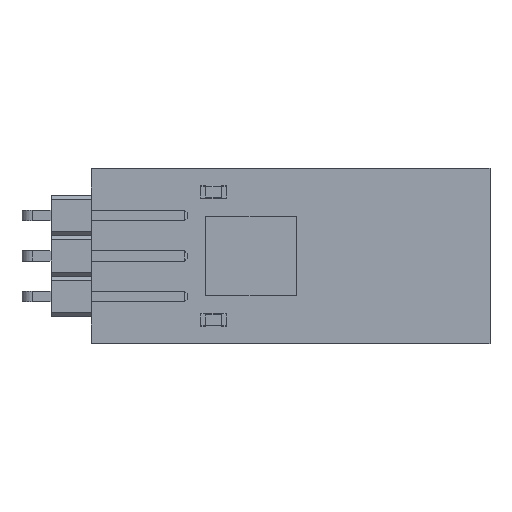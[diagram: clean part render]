
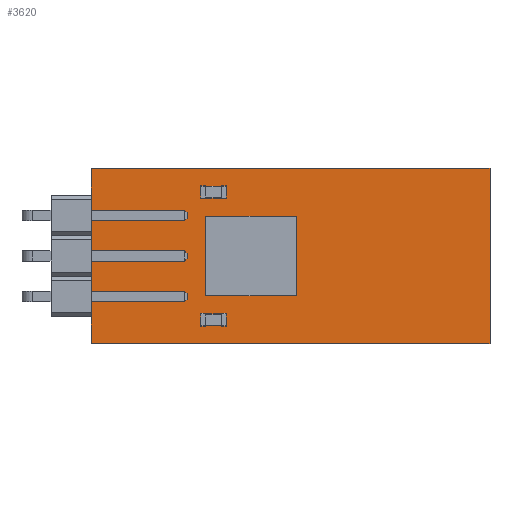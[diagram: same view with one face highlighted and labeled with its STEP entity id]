
A CAD part, top view. The second image highlights one B-rep face of the part: STEP entity #3620.
In plain terms, the highlighted planar face has unit normal (0, 0, 1).
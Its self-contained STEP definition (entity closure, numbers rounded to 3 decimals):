
#198=FACE_OUTER_BOUND('',#406,.T.);
#406=EDGE_LOOP('',(#2740,#2741,#2742,#2743,#2744,#2745,#2746,#2747,#2748,
#2749,#2750,#2751,#2752,#2753,#2754,#2755,#2756,#2757,#2758,#2759,#2760,
#2761,#2762,#2763));
#753=LINE('',#5496,#1204);
#759=LINE('',#5509,#1210);
#767=LINE('',#5528,#1218);
#768=LINE('',#5530,#1219);
#769=LINE('',#5532,#1220);
#770=LINE('',#5534,#1221);
#771=LINE('',#5536,#1222);
#772=LINE('',#5538,#1223);
#773=LINE('',#5540,#1224);
#774=LINE('',#5542,#1225);
#775=LINE('',#5544,#1226);
#776=LINE('',#5546,#1227);
#777=LINE('',#5548,#1228);
#778=LINE('',#5550,#1229);
#779=LINE('',#5552,#1230);
#780=LINE('',#5554,#1231);
#781=LINE('',#5556,#1232);
#782=LINE('',#5558,#1233);
#783=LINE('',#5560,#1234);
#784=LINE('',#5561,#1235);
#785=LINE('',#5563,#1236);
#786=LINE('',#5565,#1237);
#787=LINE('',#5566,#1238);
#788=LINE('',#5567,#1239);
#1204=VECTOR('',#4531,10.);
#1210=VECTOR('',#4539,10.);
#1218=VECTOR('',#4553,10.);
#1219=VECTOR('',#4554,10.);
#1220=VECTOR('',#4555,10.);
#1221=VECTOR('',#4556,10.);
#1222=VECTOR('',#4557,10.);
#1223=VECTOR('',#4558,10.);
#1224=VECTOR('',#4559,10.);
#1225=VECTOR('',#4560,10.);
#1226=VECTOR('',#4561,10.);
#1227=VECTOR('',#4562,10.);
#1228=VECTOR('',#4563,10.);
#1229=VECTOR('',#4564,10.);
#1230=VECTOR('',#4565,10.);
#1231=VECTOR('',#4566,10.);
#1232=VECTOR('',#4567,10.);
#1233=VECTOR('',#4568,10.);
#1234=VECTOR('',#4569,10.);
#1235=VECTOR('',#4570,10.);
#1236=VECTOR('',#4571,10.);
#1237=VECTOR('',#4572,10.);
#1238=VECTOR('',#4573,10.);
#1239=VECTOR('',#4574,10.);
#1595=VERTEX_POINT('',#5493);
#1596=VERTEX_POINT('',#5495);
#1601=VERTEX_POINT('',#5506);
#1602=VERTEX_POINT('',#5508);
#1609=VERTEX_POINT('',#5526);
#1610=VERTEX_POINT('',#5527);
#1611=VERTEX_POINT('',#5529);
#1612=VERTEX_POINT('',#5531);
#1613=VERTEX_POINT('',#5533);
#1614=VERTEX_POINT('',#5535);
#1615=VERTEX_POINT('',#5537);
#1616=VERTEX_POINT('',#5539);
#1617=VERTEX_POINT('',#5541);
#1618=VERTEX_POINT('',#5543);
#1619=VERTEX_POINT('',#5545);
#1620=VERTEX_POINT('',#5547);
#1621=VERTEX_POINT('',#5549);
#1622=VERTEX_POINT('',#5551);
#1623=VERTEX_POINT('',#5553);
#1624=VERTEX_POINT('',#5555);
#1625=VERTEX_POINT('',#5557);
#1626=VERTEX_POINT('',#5559);
#1627=VERTEX_POINT('',#5562);
#1628=VERTEX_POINT('',#5564);
#1993=EDGE_CURVE('',#1596,#1595,#753,.T.);
#1999=EDGE_CURVE('',#1602,#1601,#759,.T.);
#2007=EDGE_CURVE('',#1609,#1610,#767,.T.);
#2008=EDGE_CURVE('',#1611,#1609,#768,.T.);
#2009=EDGE_CURVE('',#1612,#1611,#769,.T.);
#2010=EDGE_CURVE('',#1613,#1612,#770,.T.);
#2011=EDGE_CURVE('',#1614,#1613,#771,.T.);
#2012=EDGE_CURVE('',#1615,#1614,#772,.T.);
#2013=EDGE_CURVE('',#1616,#1615,#773,.T.);
#2014=EDGE_CURVE('',#1617,#1616,#774,.T.);
#2015=EDGE_CURVE('',#1618,#1617,#775,.T.);
#2016=EDGE_CURVE('',#1619,#1618,#776,.T.);
#2017=EDGE_CURVE('',#1620,#1619,#777,.T.);
#2018=EDGE_CURVE('',#1621,#1620,#778,.T.);
#2019=EDGE_CURVE('',#1622,#1621,#779,.T.);
#2020=EDGE_CURVE('',#1623,#1622,#780,.T.);
#2021=EDGE_CURVE('',#1624,#1623,#781,.T.);
#2022=EDGE_CURVE('',#1625,#1624,#782,.T.);
#2023=EDGE_CURVE('',#1626,#1625,#783,.T.);
#2024=EDGE_CURVE('',#1602,#1626,#784,.T.);
#2025=EDGE_CURVE('',#1601,#1627,#785,.T.);
#2026=EDGE_CURVE('',#1627,#1628,#786,.T.);
#2027=EDGE_CURVE('',#1628,#1596,#787,.T.);
#2028=EDGE_CURVE('',#1610,#1595,#788,.T.);
#2740=ORIENTED_EDGE('',*,*,#2007,.F.);
#2741=ORIENTED_EDGE('',*,*,#2008,.F.);
#2742=ORIENTED_EDGE('',*,*,#2009,.F.);
#2743=ORIENTED_EDGE('',*,*,#2010,.F.);
#2744=ORIENTED_EDGE('',*,*,#2011,.F.);
#2745=ORIENTED_EDGE('',*,*,#2012,.F.);
#2746=ORIENTED_EDGE('',*,*,#2013,.F.);
#2747=ORIENTED_EDGE('',*,*,#2014,.F.);
#2748=ORIENTED_EDGE('',*,*,#2015,.F.);
#2749=ORIENTED_EDGE('',*,*,#2016,.F.);
#2750=ORIENTED_EDGE('',*,*,#2017,.F.);
#2751=ORIENTED_EDGE('',*,*,#2018,.F.);
#2752=ORIENTED_EDGE('',*,*,#2019,.F.);
#2753=ORIENTED_EDGE('',*,*,#2020,.F.);
#2754=ORIENTED_EDGE('',*,*,#2021,.F.);
#2755=ORIENTED_EDGE('',*,*,#2022,.F.);
#2756=ORIENTED_EDGE('',*,*,#2023,.F.);
#2757=ORIENTED_EDGE('',*,*,#2024,.F.);
#2758=ORIENTED_EDGE('',*,*,#1999,.T.);
#2759=ORIENTED_EDGE('',*,*,#2025,.T.);
#2760=ORIENTED_EDGE('',*,*,#2026,.T.);
#2761=ORIENTED_EDGE('',*,*,#2027,.T.);
#2762=ORIENTED_EDGE('',*,*,#1993,.T.);
#2763=ORIENTED_EDGE('',*,*,#2028,.F.);
#3292=PLANE('',#3908);
#3620=ADVANCED_FACE('',(#198),#3292,.T.);
#3908=AXIS2_PLACEMENT_3D('',#5525,#4551,#4552);
#4531=DIRECTION('',(0.,-1.,0.));
#4539=DIRECTION('',(0.,-1.,0.));
#4551=DIRECTION('center_axis',(0.,0.,1.));
#4552=DIRECTION('ref_axis',(1.,0.,0.));
#4553=DIRECTION('',(-1.,0.,0.));
#4554=DIRECTION('',(-0.707,0.707,0.));
#4555=DIRECTION('',(0.,1.,0.));
#4556=DIRECTION('',(0.707,0.707,0.));
#4557=DIRECTION('',(1.,0.,0.));
#4558=DIRECTION('',(0.,1.,0.));
#4559=DIRECTION('',(-1.,0.,0.));
#4560=DIRECTION('',(-0.707,0.707,0.));
#4561=DIRECTION('',(0.,1.,0.));
#4562=DIRECTION('',(0.707,0.707,0.));
#4563=DIRECTION('',(1.,0.,0.));
#4564=DIRECTION('',(0.,1.,0.));
#4565=DIRECTION('',(-1.,0.,0.));
#4566=DIRECTION('',(-0.707,0.707,0.));
#4567=DIRECTION('',(0.,1.,0.));
#4568=DIRECTION('',(0.707,0.707,0.));
#4569=DIRECTION('',(1.,0.,0.));
#4570=DIRECTION('',(0.,1.,0.));
#4571=DIRECTION('',(1.,0.,0.));
#4572=DIRECTION('',(0.,1.,0.));
#4573=DIRECTION('',(-1.,0.,0.));
#4574=DIRECTION('',(0.,1.,0.));
#5493=CARTESIAN_POINT('',(4.04,1.27,1.));
#5495=CARTESIAN_POINT('',(4.04,2.96,1.));
#5496=CARTESIAN_POINT('',(4.04,-8.04,1.));
#5506=CARTESIAN_POINT('',(4.04,-8.04,1.));
#5508=CARTESIAN_POINT('',(4.04,-6.35,1.));
#5509=CARTESIAN_POINT('',(4.04,-8.04,1.));
#5525=CARTESIAN_POINT('Origin',(16.54,-2.54,1.));
#5526=CARTESIAN_POINT('',(9.88,0.32,1.));
#5527=CARTESIAN_POINT('',(4.04,0.32,1.));
#5528=CARTESIAN_POINT('',(10.058,0.32,1.));
#5529=CARTESIAN_POINT('',(9.93,0.27,1.));
#5530=CARTESIAN_POINT('',(12.3,-2.1,1.));
#5531=CARTESIAN_POINT('',(9.93,-0.27,1.));
#5532=CARTESIAN_POINT('',(9.93,-1.11,1.));
#5533=CARTESIAN_POINT('',(9.88,-0.32,1.));
#5534=CARTESIAN_POINT('',(11.03,0.83,1.));
#5535=CARTESIAN_POINT('',(4.04,-0.32,1.));
#5536=CARTESIAN_POINT('',(10.058,-0.32,1.));
#5537=CARTESIAN_POINT('',(4.04,-2.22,1.));
#5538=CARTESIAN_POINT('',(4.04,-2.54,1.));
#5539=CARTESIAN_POINT('',(9.88,-2.22,1.));
#5540=CARTESIAN_POINT('',(10.058,-2.22,1.));
#5541=CARTESIAN_POINT('',(9.93,-2.27,1.));
#5542=CARTESIAN_POINT('',(11.665,-4.005,1.));
#5543=CARTESIAN_POINT('',(9.93,-2.81,1.));
#5544=CARTESIAN_POINT('',(9.93,-2.38,1.));
#5545=CARTESIAN_POINT('',(9.88,-2.86,1.));
#5546=CARTESIAN_POINT('',(11.665,-1.075,1.));
#5547=CARTESIAN_POINT('',(4.04,-2.86,1.));
#5548=CARTESIAN_POINT('',(10.058,-2.86,1.));
#5549=CARTESIAN_POINT('',(4.04,-4.76,1.));
#5550=CARTESIAN_POINT('',(4.04,-2.54,1.));
#5551=CARTESIAN_POINT('',(9.88,-4.76,1.));
#5552=CARTESIAN_POINT('',(10.058,-4.76,1.));
#5553=CARTESIAN_POINT('',(9.93,-4.81,1.));
#5554=CARTESIAN_POINT('',(11.03,-5.91,1.));
#5555=CARTESIAN_POINT('',(9.93,-5.35,1.));
#5556=CARTESIAN_POINT('',(9.93,-3.65,1.));
#5557=CARTESIAN_POINT('',(9.88,-5.4,1.));
#5558=CARTESIAN_POINT('',(12.3,-2.98,1.));
#5559=CARTESIAN_POINT('',(4.04,-5.4,1.));
#5560=CARTESIAN_POINT('',(10.058,-5.4,1.));
#5561=CARTESIAN_POINT('',(4.04,-2.54,1.));
#5562=CARTESIAN_POINT('',(29.04,-8.04,1.));
#5563=CARTESIAN_POINT('',(29.04,-8.04,1.));
#5564=CARTESIAN_POINT('',(29.04,2.96,1.));
#5565=CARTESIAN_POINT('',(29.04,2.96,1.));
#5566=CARTESIAN_POINT('',(4.04,2.96,1.));
#5567=CARTESIAN_POINT('',(4.04,-2.54,1.));
